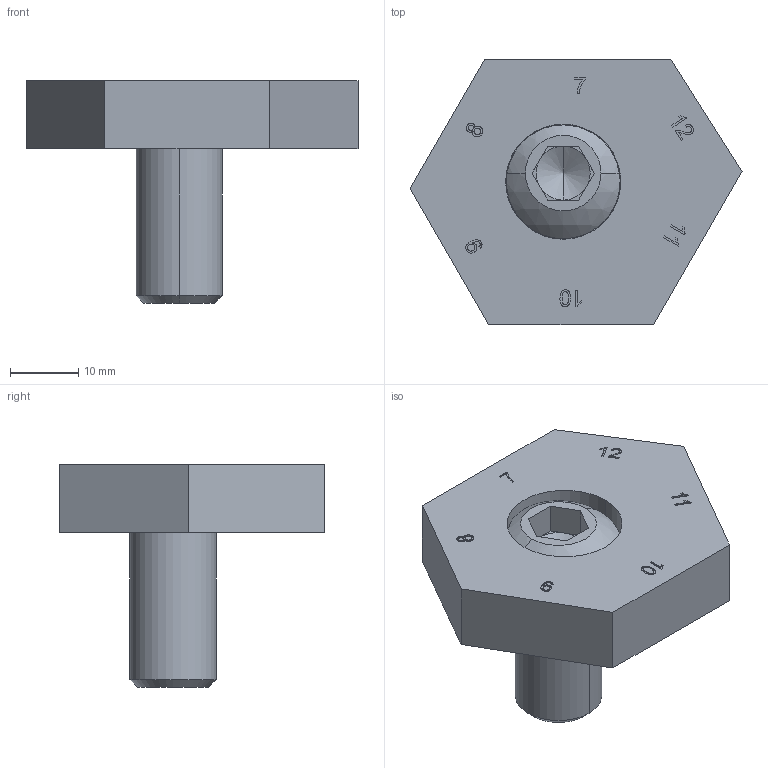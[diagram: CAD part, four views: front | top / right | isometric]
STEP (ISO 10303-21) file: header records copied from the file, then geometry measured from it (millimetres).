
FILE_DESCRIPTION (( 'STEP AP214' ), '1' );
FILE_NAME ('MiteeBite-95120.step.step', '2013-08-07T12:14:30', ( 'Windows User' ), ( '' ), 'SwSTEP 2.0', 'SolidWorks 2013', '' );
FILE_SCHEMA (( 'AUTOMOTIVE_DESIGN' ));
Length unit declared in the file: inch
Products named in the file (3): MiteeBite-95120.step_10373; MiteeBite-95120.step_90120; MiteeBite-95120.step
Assembly tree (2 placements, depth 2):
  MiteeBite-95120.step
    MiteeBite-95120.step_90120
    MiteeBite-95120.step_10373
Bounding box: 48.79 x 39 x 32.77 mm (x, y, z)
Volume: 16594.2 mm3; surface area: 6296.8 mm2
Topology: 2 solids, 2 shells, 140 faces, 353 edges, 231 vertices
Faces by surface type: plane 67, bspline 59, cylinder 8, cone 4, sphere 2
Entity records: 7627 total; most frequent: CARTESIAN_POINT 4538, ORIENTED_EDGE 702, DIRECTION 427, EDGE_CURVE 351, VERTEX_POINT 231, VECTOR 203, LINE 203, EDGE_LOOP 158
